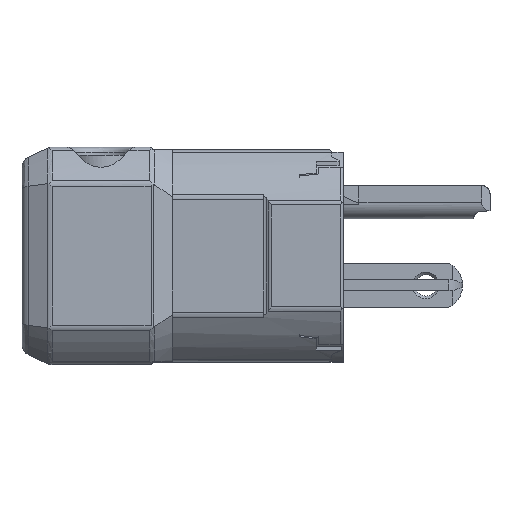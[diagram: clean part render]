
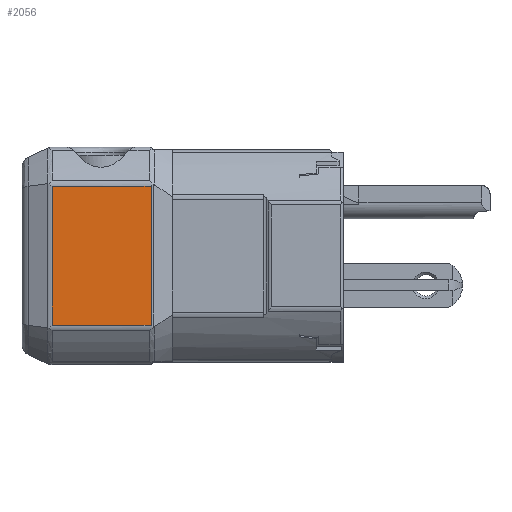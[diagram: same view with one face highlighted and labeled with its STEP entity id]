
A CAD part, top view. The second image highlights one B-rep face of the part: STEP entity #2056.
In plain terms, the highlighted planar face has unit normal (0, 0, 1).
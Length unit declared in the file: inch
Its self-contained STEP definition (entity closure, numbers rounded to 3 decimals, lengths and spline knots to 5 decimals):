
#307 = CARTESIAN_POINT ( 'NONE',  ( 1.36283, 0.03983, 0.7025 ) ) ;
#771 = VERTEX_POINT ( 'NONE', #15777 ) ;
#837 = ORIENTED_EDGE ( 'NONE', *, *, #12392, .T. ) ;
#2056 = ADVANCED_FACE ( 'F23773', ( #18626 ), #16699, .T. ) ;
#3907 = DIRECTION ( 'NONE',  ( 0., 0., 1. ) ) ;
#4443 = VECTOR ( 'NONE', #18545, 39.37008 ) ;
#4897 = VERTEX_POINT ( 'NONE', #13176 ) ;
#5224 = ORIENTED_EDGE ( 'NONE', *, *, #16510, .F. ) ;
#5770 = EDGE_CURVE ( 'NONE', #771, #15890, #20590, .T. ) ;
#7615 = DIRECTION ( 'NONE',  ( -1., 0., 0. ) ) ;
#8087 = CARTESIAN_POINT ( 'NONE',  ( -0.24048, 0.43003, 0.7025 ) ) ;
#8102 = LINE ( 'NONE', #15382, #22438 ) ;
#9751 = VECTOR ( 'NONE', #11620, 39.37008 ) ;
#11620 = DIRECTION ( 'NONE',  ( 0., -1., 0. ) ) ;
#12392 = EDGE_CURVE ( 'NONE', #14513, #771, #20199, .T. ) ;
#12959 = VECTOR ( 'NONE', #7615, 39.37008 ) ;
#13176 = CARTESIAN_POINT ( 'NONE',  ( -0.24048, -0.35038, 0.7025 ) ) ;
#13814 = CARTESIAN_POINT ( 'NONE',  ( -0.79743, -0.35038, 0.7025 ) ) ;
#14513 = VERTEX_POINT ( 'NONE', #8087 ) ;
#15382 = CARTESIAN_POINT ( 'NONE',  ( -0.17191, -0.35038, 0.7025 ) ) ;
#15777 = CARTESIAN_POINT ( 'NONE',  ( -0.79743, 0.43003, 0.7025 ) ) ;
#15890 = VERTEX_POINT ( 'NONE', #13814 ) ;
#16279 = ORIENTED_EDGE ( 'NONE', *, *, #21397, .F. ) ;
#16510 = EDGE_CURVE ( 'NONE', #4897, #15890, #8102, .T. ) ;
#16699 = PLANE ( 'NONE',  #20589 ) ;
#16885 = CARTESIAN_POINT ( 'NONE',  ( -0.24048, -0.57217, 0.7025 ) ) ;
#17129 = LINE ( 'NONE', #16885, #9751 ) ;
#18282 = DIRECTION ( 'NONE',  ( 1., 0., 0. ) ) ;
#18453 = EDGE_LOOP ( 'NONE', ( #5224, #16279, #837, #22021 ) ) ;
#18545 = DIRECTION ( 'NONE',  ( 0., -1., 0. ) ) ;
#18626 = FACE_OUTER_BOUND ( 'NONE', #18453, .T. ) ;
#18770 = DIRECTION ( 'NONE',  ( -1., 0., 0. ) ) ;
#18790 = CARTESIAN_POINT ( 'NONE',  ( -0.79743, 0.03983, 0.7025 ) ) ;
#20199 = LINE ( 'NONE', #20305, #12959 ) ;
#20305 = CARTESIAN_POINT ( 'NONE',  ( 1.36283, 0.43003, 0.7025 ) ) ;
#20589 = AXIS2_PLACEMENT_3D ( 'NONE', #307, #3907, #18282 ) ;
#20590 = LINE ( 'NONE', #18790, #4443 ) ;
#21397 = EDGE_CURVE ( 'NONE', #14513, #4897, #17129, .T. ) ;
#22021 = ORIENTED_EDGE ( 'NONE', *, *, #5770, .T. ) ;
#22438 = VECTOR ( 'NONE', #18770, 39.37008 ) ;
